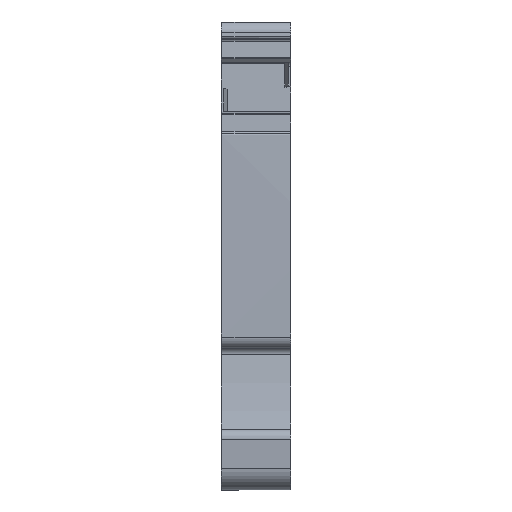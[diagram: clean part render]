
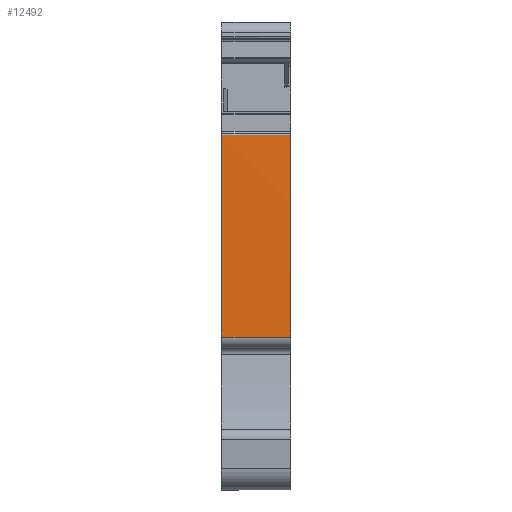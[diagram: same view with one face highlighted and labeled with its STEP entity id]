
A CAD part, front view. The second image highlights one B-rep face of the part: STEP entity #12492.
In plain terms, the highlighted cylindrical face has radius 248.5 mm (diameter 497 mm), a partial arc.
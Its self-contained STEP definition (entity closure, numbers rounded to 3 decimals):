
#1813=AXIS2_PLACEMENT_3D('Circle Axis2P3D',#1811,#1812,$) ;
#12118=AXIS2_PLACEMENT_3D('Cylinder Axis2P3D',#12115,#12116,#12117) ;
#1808=CARTESIAN_POINT('Vertex',(6.1,1.896,31.153)) ;
#1811=CARTESIAN_POINT('Axis2P3D Location',(6.1,249.996,17.05)) ;
#1815=CARTESIAN_POINT('Vertex',(6.1,1.522,13.435)) ;
#2407=CARTESIAN_POINT('Vertex',(0.05,1.522,13.435)) ;
#2424=CARTESIAN_POINT('Line Origine',(3.66,1.522,13.435)) ;
#9346=CARTESIAN_POINT('Vertex',(0.05,1.896,31.153)) ;
#9379=CARTESIAN_POINT('Control Point',(0.05,1.896,31.153)) ;
#9380=CARTESIAN_POINT('Control Point',(0.05,1.645,26.729)) ;
#9381=CARTESIAN_POINT('Control Point',(0.05,1.499,22.298)) ;
#9382=CARTESIAN_POINT('Control Point',(0.05,1.458,17.866)) ;
#9383=CARTESIAN_POINT('Control Point',(0.05,1.522,13.435)) ;
#12115=CARTESIAN_POINT('Axis2P3D Location',(3.05,249.996,17.05)) ;
#12473=CARTESIAN_POINT('Line Origine',(3.05,1.896,31.153)) ;
#1812=DIRECTION('Axis2P3D Direction',(1.,0.,0.)) ;
#2425=DIRECTION('Vector Direction',(-1.,0.,0.)) ;
#12116=DIRECTION('Axis2P3D Direction',(1.,0.,0.)) ;
#12117=DIRECTION('Axis2P3D XDirection',(0.,-0.996,0.093)) ;
#12474=DIRECTION('Vector Direction',(1.,0.,0.)) ;
#2426=VECTOR('Line Direction',#2425,1.) ;
#12475=VECTOR('Line Direction',#12474,1.) ;
#12487=ORIENTED_EDGE('',*,*,#2428,.T.) ;
#12488=ORIENTED_EDGE('',*,*,#1817,.F.) ;
#12489=ORIENTED_EDGE('',*,*,#12477,.F.) ;
#12490=ORIENTED_EDGE('',*,*,#9384,.F.) ;
#12492=ADVANCED_FACE('MLD',(#12491),#12119,.T.) ;
#9378=B_SPLINE_CURVE_WITH_KNOTS('',4,(#9379,#9380,#9381,#9382,#9383),.UNSPECIFIED.,.F.,.U.,(5,5),(0.,17.725),.UNSPECIFIED.) ;
#1814=CIRCLE('generated circle',#1813,248.5) ;
#12119=CYLINDRICAL_SURFACE('generated cylinder',#12118,248.5) ;
#1817=EDGE_CURVE('',#1809,#1816,#1814,.T.) ;
#2428=EDGE_CURVE('',#2408,#1816,#2427,.F.) ;
#9384=EDGE_CURVE('',#2408,#9347,#9378,.F.) ;
#12477=EDGE_CURVE('',#9347,#1809,#12476,.T.) ;
#12486=EDGE_LOOP('',(#12487,#12488,#12489,#12490)) ;
#12491=FACE_OUTER_BOUND('',#12486,.T.) ;
#2427=LINE('Line',#2424,#2426) ;
#12476=LINE('Line',#12473,#12475) ;
#1809=VERTEX_POINT('',#1808) ;
#1816=VERTEX_POINT('',#1815) ;
#2408=VERTEX_POINT('',#2407) ;
#9347=VERTEX_POINT('',#9346) ;
